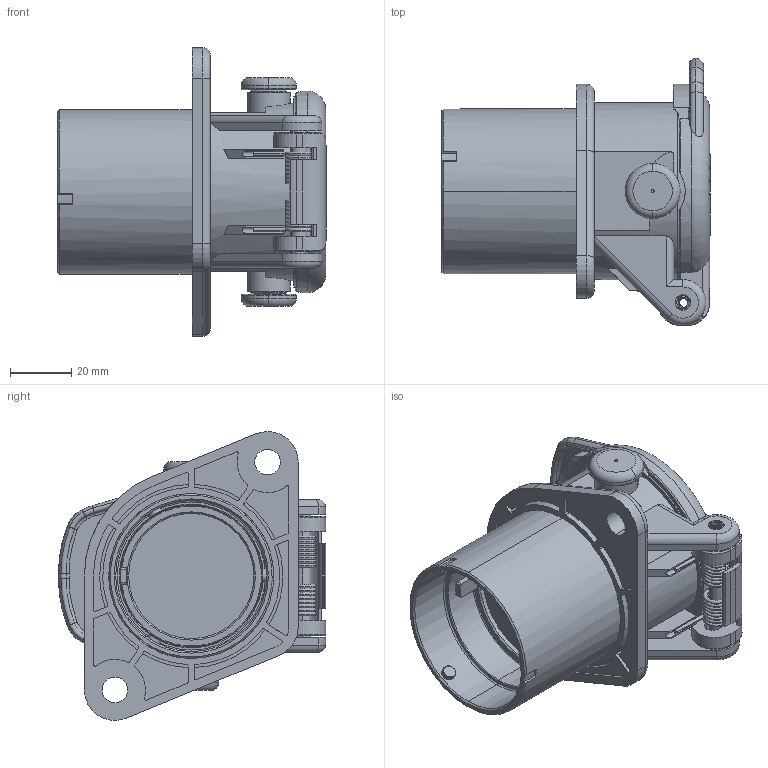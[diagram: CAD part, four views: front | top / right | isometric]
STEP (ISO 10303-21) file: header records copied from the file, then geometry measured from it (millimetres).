
FILE_DESCRIPTION((''),'2;1');
FILE_NAME('380217_SW0001','2021-06-04T13:06:58',('teru'),(''),'CREO PARAMETRIC BY PTC INC, 2017380','CREO PARAMETRIC BY PTC INC, 2017380','');
FILE_SCHEMA(('CONFIG_CONTROL_DESIGN'));
Length unit declared in the file: millimetre
Products named in the file (1): 380217_SW0001
Bounding box: 87.95 x 87.52 x 94.56 mm (x, y, z)
Volume: 197270.9 mm3; surface area: 50372.2 mm2
Topology: 13 solids, 13 shells, 1102 faces, 2939 edges, 1894 vertices
Faces by surface type: plane 645, cylinder 264, torus 135, cone 55, sphere 2, bspline 1
Entity records: 35561 total; most frequent: CARTESIAN_POINT 7513, ORIENTED_EDGE 5878, DIRECTION 5850, EDGE_CURVE 2939, VECTOR 1976, LINE 1976, AXIS2_PLACEMENT_3D 1937, VERTEX_POINT 1894
